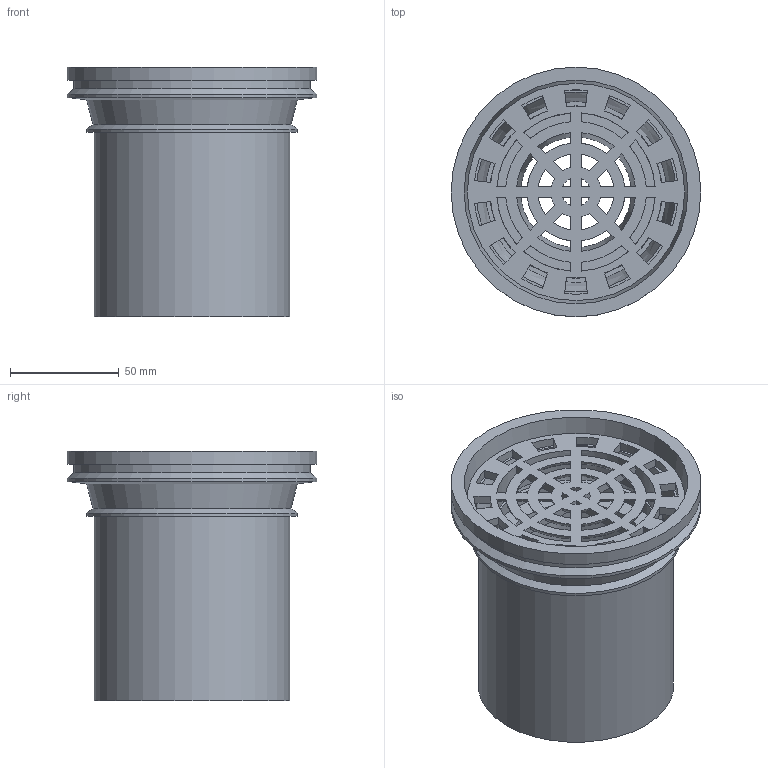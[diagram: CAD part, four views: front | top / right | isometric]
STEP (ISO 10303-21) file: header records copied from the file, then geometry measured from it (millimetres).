
FILE_DESCRIPTION(/* description */ ('STEP AP214'),/* implementation_level */ '2;1');
FILE_NAME(/* name */ '481170001_1(1)',/* time_stamp */ '2022-12-23T08:09:27+01:00',/* author */ ('License CC BY-ND 4.0'),/* organization */ ('CADENAS'),/* preprocessor_version */ 'ST-DEVELOPER v18.102',/* originating_system */ 'PARTsolutions',/* authorisation */ ' ');
FILE_SCHEMA (('AUTOMOTIVE_DESIGN {1 0 10303 214 3 1 1}'));
Length unit declared in the file: millimetre
Products named in the file (4): 481170001_1(1); 482070001(1,85)_P2; 483270001(1); 482070001(1)_P1
Assembly tree (3 placements, depth 2):
  481170001_1(1)
    482070001(1,85)_P2
    483270001(1)
    482070001(1)_P1
Bounding box: 115 x 115 x 115 mm (x, y, z)
Volume: 163651.7 mm3; surface area: 127175.9 mm2
Topology: 3 solids, 3 shells, 143 faces, 460 edges, 303 vertices
Faces by surface type: cylinder 64, plane 50, torus 20, cone 9
Full cylindrical faces by diameter (mm): 73 x1, 79.418 x1, 86.4 x1, 88.112 x1, 90 x1, 97.112 x1, 100 x1, 109 x1, 115 x2
Entity records: 5529 total; most frequent: CARTESIAN_POINT 1265, ORIENTED_EDGE 880, DIRECTION 836, EDGE_CURVE 440, AXIS2_PLACEMENT_3D 317, VERTEX_POINT 302, EDGE_LOOP 230, FACE_BOUND 230
